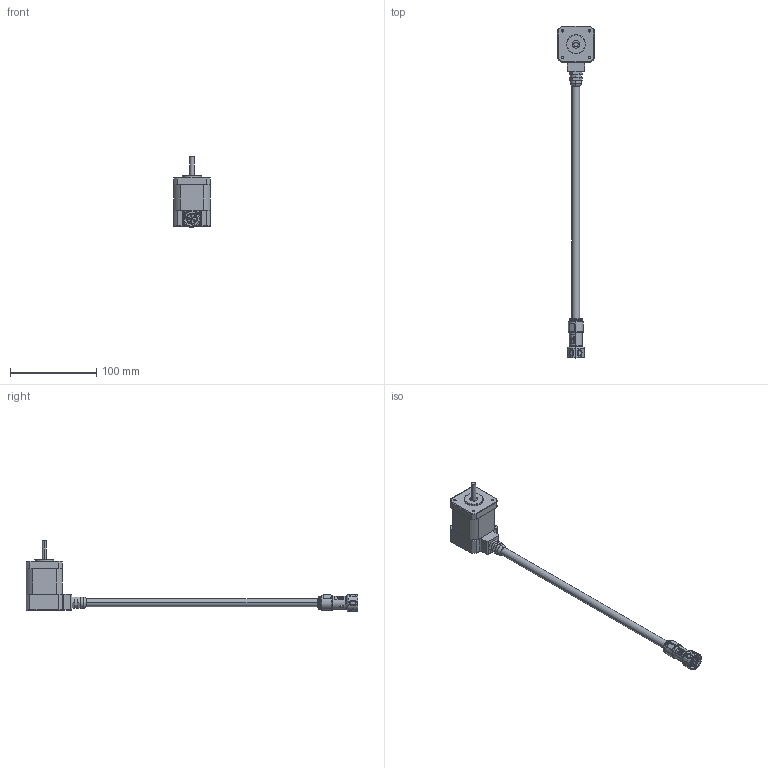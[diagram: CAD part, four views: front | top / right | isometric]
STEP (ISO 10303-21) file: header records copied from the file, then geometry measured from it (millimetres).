
FILE_DESCRIPTION (( 'STEP AP214' ), '1' );
FILE_NAME ('STP-MTR-17048W c1.STEP', '2019-01-08T00:03:47', ( '' ), ( '' ), 'SwSTEP 2.0', 'SolidWorks 2017', '' );
FILE_SCHEMA (( 'AUTOMOTIVE_DESIGN' ));
Length unit declared in the file: inch
Products named in the file (1): STP-MTR-17048W c1
Bounding box: 42.16 x 384.03 x 81.56 mm (x, y, z)
Volume: 128734.3 mm3; surface area: 30440.9 mm2
Topology: 7 solids, 7 shells, 848 faces, 2050 edges, 1290 vertices
Faces by surface type: plane 301, cylinder 237, bspline 204, torus 56, cone 38, sphere 12
Entity records: 49572 total; most frequent: CARTESIAN_POINT 19989, ORIENTED_EDGE 4074, DIRECTION 3391, EDGE_CURVE 2037, VERTEX_POINT 1289, AXIS2_PLACEMENT_3D 1259, EDGE_LOOP 934, VECTOR 873
